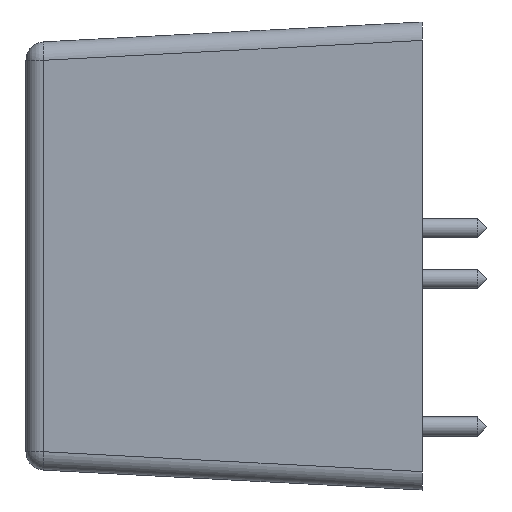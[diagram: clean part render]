
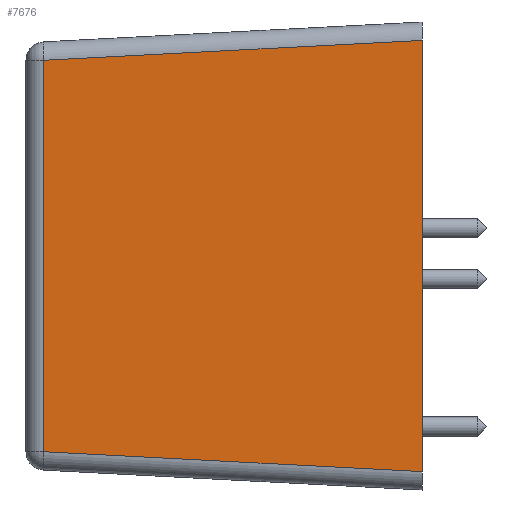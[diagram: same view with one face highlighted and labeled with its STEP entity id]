
A CAD part, left-side view. The second image highlights one B-rep face of the part: STEP entity #7676.
In plain terms, the highlighted planar face has unit normal (-0.999, 0.052, 0).
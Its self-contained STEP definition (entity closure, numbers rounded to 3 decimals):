
#37 = VECTOR ( 'NONE', #3764, 1000. ) ;
#237 = CARTESIAN_POINT ( 'NONE',  ( 1.137, 21.5, 0. ) ) ;
#415 = CARTESIAN_POINT ( 'NONE',  ( 0.01, 0., 1.009 ) ) ;
#541 = EDGE_CURVE ( 'NONE', #5093, #7822, #3646, .T. ) ;
#570 = EDGE_CURVE ( 'NONE', #2869, #7132, #7586, .T. ) ;
#612 = VECTOR ( 'NONE', #3715, 1000. ) ;
#1418 = VECTOR ( 'NONE', #3292, 1000. ) ;
#1762 = ORIENTED_EDGE ( 'NONE', *, *, #570, .T. ) ;
#1928 = LINE ( 'NONE', #7481, #612 ) ;
#1997 = EDGE_LOOP ( 'NONE', ( #1762, #6945, #6419, #5166 ) ) ;
#2156 = CARTESIAN_POINT ( 'NONE',  ( 1.088, 20.552, 23.314 ) ) ;
#2869 = VERTEX_POINT ( 'NONE', #2156 ) ;
#3280 = AXIS2_PLACEMENT_3D ( 'NONE', #237, #7883, #4130 ) ;
#3292 = DIRECTION ( 'NONE',  ( 0.052, 0.997, -0.052 ) ) ;
#3646 = LINE ( 'NONE', #4911, #3857 ) ;
#3715 = DIRECTION ( 'NONE',  ( -0.052, -0.997, -0.052 ) ) ;
#3764 = DIRECTION ( 'NONE',  ( 0., 0., -1. ) ) ;
#3857 = VECTOR ( 'NONE', #6204, 1000. ) ;
#4130 = DIRECTION ( 'NONE',  ( 0., 0., -1. ) ) ;
#4171 = EDGE_CURVE ( 'NONE', #5093, #2869, #7378, .T. ) ;
#4911 = CARTESIAN_POINT ( 'NONE',  ( 0.01, 0., 0. ) ) ;
#5093 = VERTEX_POINT ( 'NONE', #5858 ) ;
#5166 = ORIENTED_EDGE ( 'NONE', *, *, #4171, .T. ) ;
#5345 = CARTESIAN_POINT ( 'NONE',  ( 1.201, 22.713, 23.201 ) ) ;
#5858 = CARTESIAN_POINT ( 'NONE',  ( 0.01, 0., 24.391 ) ) ;
#6204 = DIRECTION ( 'NONE',  ( 0., 0., -1. ) ) ;
#6419 = ORIENTED_EDGE ( 'NONE', *, *, #541, .F. ) ;
#6653 = EDGE_CURVE ( 'NONE', #7132, #7822, #1928, .T. ) ;
#6855 = FACE_OUTER_BOUND ( 'NONE', #1997, .T. ) ;
#6945 = ORIENTED_EDGE ( 'NONE', *, *, #6653, .T. ) ;
#7132 = VERTEX_POINT ( 'NONE', #8111 ) ;
#7315 = PLANE ( 'NONE',  #3280 ) ;
#7378 = LINE ( 'NONE', #5345, #1418 ) ;
#7481 = CARTESIAN_POINT ( 'NONE',  ( 1.131, 21.389, 2.13 ) ) ;
#7586 = LINE ( 'NONE', #8042, #37 ) ;
#7676 = ADVANCED_FACE ( 'NONE', ( #6855 ), #7315, .T. ) ;
#7822 = VERTEX_POINT ( 'NONE', #415 ) ;
#7883 = DIRECTION ( 'NONE',  ( -0.999, 0.052, 0. ) ) ;
#8042 = CARTESIAN_POINT ( 'NONE',  ( 1.088, 20.552, 0. ) ) ;
#8111 = CARTESIAN_POINT ( 'NONE',  ( 1.088, 20.552, 2.086 ) ) ;
